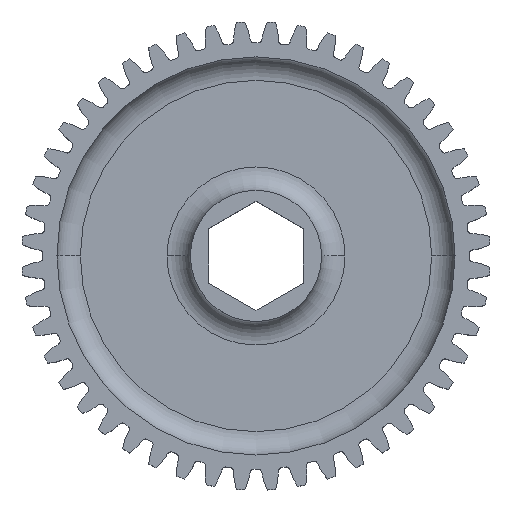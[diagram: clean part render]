
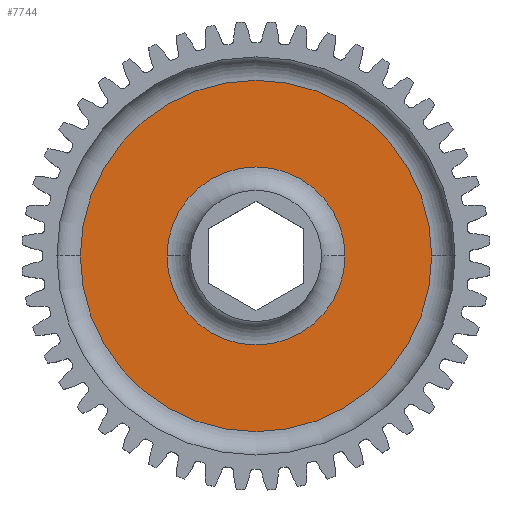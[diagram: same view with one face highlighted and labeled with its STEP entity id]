
A CAD part, top view. The second image highlights one B-rep face of the part: STEP entity #7744.
In plain terms, the highlighted planar face has unit normal (0, 0, 1).
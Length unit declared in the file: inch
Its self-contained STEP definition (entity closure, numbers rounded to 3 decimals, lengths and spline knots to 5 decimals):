
#847 = CARTESIAN_POINT ( 'NONE',  ( -0.475, 0., 0.045 ) ) ;
#1106 = CIRCLE ( 'NONE', #4930, 0.9375 ) ;
#1282 = CARTESIAN_POINT ( 'NONE',  ( 0., 0., 0.045 ) ) ;
#1408 = DIRECTION ( 'NONE',  ( 0., 0., -1. ) ) ;
#1840 = AXIS2_PLACEMENT_3D ( 'NONE', #10018, #5824, #13051 ) ;
#2042 = VERTEX_POINT ( 'NONE', #8047 ) ;
#2131 = ORIENTED_EDGE ( 'NONE', *, *, #12329, .T. ) ;
#2378 = VERTEX_POINT ( 'NONE', #8095 ) ;
#2798 = ORIENTED_EDGE ( 'NONE', *, *, #3433, .T. ) ;
#3242 = CARTESIAN_POINT ( 'NONE',  ( 0., 0., 0.045 ) ) ;
#3267 = FACE_BOUND ( 'NONE', #9877, .T. ) ;
#3433 = EDGE_CURVE ( 'NONE', #4117, #4214, #15823, .T. ) ;
#3743 = EDGE_LOOP ( 'NONE', ( #2131, #10448 ) ) ;
#4117 = VERTEX_POINT ( 'NONE', #4945 ) ;
#4214 = VERTEX_POINT ( 'NONE', #847 ) ;
#4224 = AXIS2_PLACEMENT_3D ( 'NONE', #10001, #1408, #11318 ) ;
#4930 = AXIS2_PLACEMENT_3D ( 'NONE', #3242, #14501, #7372 ) ;
#4945 = CARTESIAN_POINT ( 'NONE',  ( 0.475, 0., 0.045 ) ) ;
#5824 = DIRECTION ( 'NONE',  ( 0., 0., 1. ) ) ;
#6891 = EDGE_CURVE ( 'NONE', #2042, #2378, #16901, .T. ) ;
#7372 = DIRECTION ( 'NONE',  ( 1., 0., 0. ) ) ;
#7668 = FACE_OUTER_BOUND ( 'NONE', #3743, .T. ) ;
#7744 = ADVANCED_FACE ( 'NONE', ( #3267, #7668 ), #13907, .T. ) ;
#8047 = CARTESIAN_POINT ( 'NONE',  ( -0.9375, 0., 0.045 ) ) ;
#8095 = CARTESIAN_POINT ( 'NONE',  ( 0.9375, 0., 0.045 ) ) ;
#8939 = AXIS2_PLACEMENT_3D ( 'NONE', #11501, #17173, #12801 ) ;
#9703 = DIRECTION ( 'NONE',  ( 0., 0., 1. ) ) ;
#9877 = EDGE_LOOP ( 'NONE', ( #2798, #17821 ) ) ;
#10001 = CARTESIAN_POINT ( 'NONE',  ( 0., 0., 0.045 ) ) ;
#10018 = CARTESIAN_POINT ( 'NONE',  ( 0., 0., 0.045 ) ) ;
#10127 = AXIS2_PLACEMENT_3D ( 'NONE', #1282, #9703, #18357 ) ;
#10389 = CIRCLE ( 'NONE', #4224, 0.475 ) ;
#10448 = ORIENTED_EDGE ( 'NONE', *, *, #6891, .T. ) ;
#11318 = DIRECTION ( 'NONE',  ( 1., 0., 0. ) ) ;
#11501 = CARTESIAN_POINT ( 'NONE',  ( 0., 0., 0.045 ) ) ;
#12329 = EDGE_CURVE ( 'NONE', #2378, #2042, #1106, .T. ) ;
#12801 = DIRECTION ( 'NONE',  ( 1., 0., 0. ) ) ;
#13051 = DIRECTION ( 'NONE',  ( 1., 0., 0. ) ) ;
#13907 = PLANE ( 'NONE',  #10127 ) ;
#14501 = DIRECTION ( 'NONE',  ( 0., 0., 1. ) ) ;
#14713 = EDGE_CURVE ( 'NONE', #4214, #4117, #10389, .T. ) ;
#15823 = CIRCLE ( 'NONE', #8939, 0.475 ) ;
#16901 = CIRCLE ( 'NONE', #1840, 0.9375 ) ;
#17173 = DIRECTION ( 'NONE',  ( 0., 0., -1. ) ) ;
#17821 = ORIENTED_EDGE ( 'NONE', *, *, #14713, .T. ) ;
#18357 = DIRECTION ( 'NONE',  ( 1., 0., 0. ) ) ;
